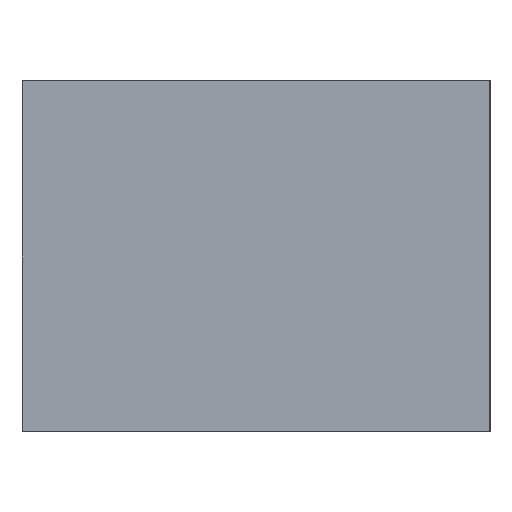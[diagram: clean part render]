
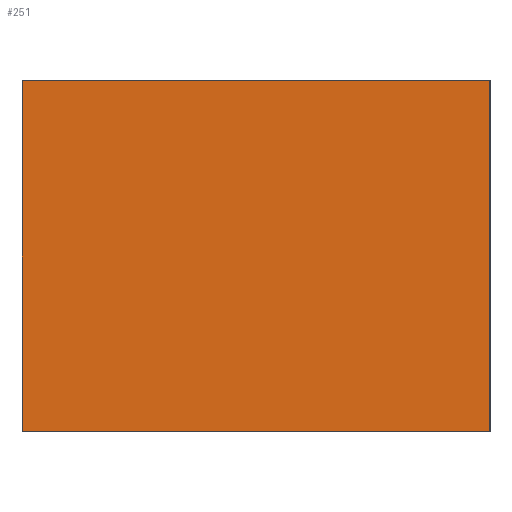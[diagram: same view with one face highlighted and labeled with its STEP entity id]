
A CAD part, left-side view. The second image highlights one B-rep face of the part: STEP entity #251.
In plain terms, the highlighted planar face has unit normal (-1, 0, 0).
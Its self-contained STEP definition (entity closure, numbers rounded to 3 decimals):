
#21=EDGE_CURVE('',#22,#24,#26,.T.);
#22=VERTEX_POINT('',#23);
#23=CARTESIAN_POINT('',(-1.,0.6,0.));
#24=VERTEX_POINT('',#25);
#25=CARTESIAN_POINT('',(-1.,-0.6,0.));
#26=LINE('',#23,#27);
#27=VECTOR('',#28,1.);
#28=DIRECTION('',(0.,-1.,0.));
#36=DIRECTION('',(1.,0.,0.));
#100=VECTOR('',#101,1.);
#101=DIRECTION('',(0.,0.,-1.));
#238=VERTEX_POINT('',#239);
#239=CARTESIAN_POINT('',(-1.,-0.6,0.9));
#242=EDGE_CURVE('',#243,#238,#245,.T.);
#243=VERTEX_POINT('',#244);
#244=CARTESIAN_POINT('',(-1.,0.6,0.9));
#245=LINE('',#244,#27);
#251=ADVANCED_FACE('',(#252),#262,.F.);
#252=FACE_BOUND('',#253,.F.);
#253=EDGE_LOOP('',(#254,#255,#258,#259));
#254=ORIENTED_EDGE('',*,*,#242,.T.);
#255=ORIENTED_EDGE('',*,*,#256,.T.);
#256=EDGE_CURVE('',#238,#24,#257,.T.);
#257=LINE('',#239,#100);
#258=ORIENTED_EDGE('',*,*,#21,.F.);
#259=ORIENTED_EDGE('',*,*,#260,.F.);
#260=EDGE_CURVE('',#243,#22,#261,.T.);
#261=LINE('',#244,#100);
#262=PLANE('',#263);
#263=AXIS2_PLACEMENT_3D('',#244,#36,#101);
